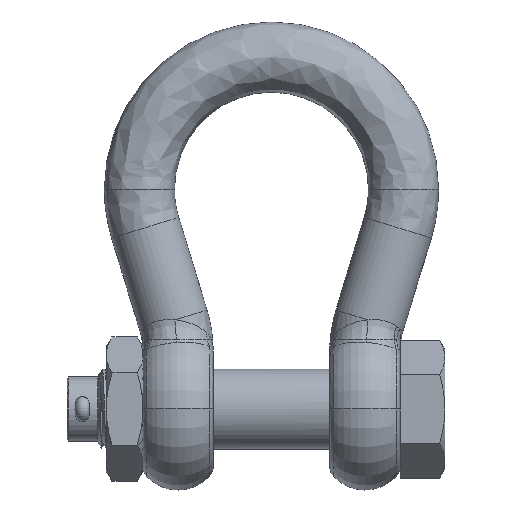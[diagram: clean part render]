
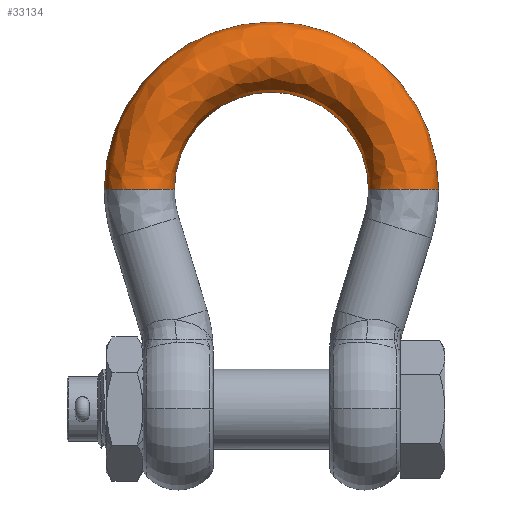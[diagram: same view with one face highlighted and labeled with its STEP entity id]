
A CAD part, top view. The second image highlights one B-rep face of the part: STEP entity #33134.
In plain terms, the highlighted free-form (B-spline) face has degree [3, 3] with [4, 4] control points.
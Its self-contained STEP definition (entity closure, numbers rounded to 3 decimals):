
#30814 = CARTESIAN_POINT ( 'NONE',  ( 119., 156.5, 0. ) ) ;
#30816 = CARTESIAN_POINT ( 'NONE',  ( 119., 156.5, 50. ) ) ;
#30818 = CARTESIAN_POINT ( 'NONE',  ( 69., 156.5, 50. ) ) ;
#30820 = CARTESIAN_POINT ( 'NONE',  ( 69., 156.5, 0. ) ) ;
#30824 =( BOUNDED_CURVE ( )  B_SPLINE_CURVE ( 3, ( #30820, #30818, #30816, #30814 ),
 .UNSPECIFIED., .F., .T. ) 
 B_SPLINE_CURVE_WITH_KNOTS ( ( 4, 4 ),
 ( 0., 1. ),
 .UNSPECIFIED. ) 
 CURVE ( )  GEOMETRIC_REPRESENTATION_ITEM ( )  RATIONAL_B_SPLINE_CURVE ( ( 1., 0.333, 0.333, 1. ) ) 
 REPRESENTATION_ITEM ( '' )  );
#30826 = CARTESIAN_POINT ( 'NONE',  ( 119., 156.5, 0. ) ) ;
#30887 = CARTESIAN_POINT ( 'NONE',  ( -69., 156.5, 0. ) ) ;
#30890 = CARTESIAN_POINT ( 'NONE',  ( 69., 156.5, 0. ) ) ;
#30892 = DIRECTION ( 'NONE',  ( 1., 0., 0. ) ) ;
#30893 = DIRECTION ( 'NONE',  ( 0., 0., 1. ) ) ;
#30895 = AXIS2_PLACEMENT_3D ( 'NONE', #30906, #30893, #30892 ) ;
#30896 = CIRCLE ( 'NONE', #30895, 69. ) ;
#30906 = CARTESIAN_POINT ( 'NONE',  ( 0., 156.5, 0. ) ) ;
#32239 =( BOUNDED_SURFACE ( )  B_SPLINE_SURFACE ( 3, 3, ( 
 ( #32278, #32277, #32276, #32275 ),
 ( #32274, #32273, #32272, #32271 ),
 ( #32270, #32269, #32268, #32267 ),
 ( #32266, #32265, #32264, #32263 ) ),
 .UNSPECIFIED., .F., .F., .F. ) 
 B_SPLINE_SURFACE_WITH_KNOTS ( ( 4, 4 ),
 ( 4, 4 ),
 ( 0., 1. ),
 ( 0., 1. ),
 .UNSPECIFIED. ) 
 GEOMETRIC_REPRESENTATION_ITEM ( )  RATIONAL_B_SPLINE_SURFACE ( (
 ( 1., 0.333, 0.333, 1.),
 ( 0.333, 0.111, 0.111, 0.333),
 ( 0.333, 0.111, 0.111, 0.333),
 ( 1., 0.333, 0.333, 1.) ) ) 
 REPRESENTATION_ITEM ( '' )  SURFACE ( )  );
#32240 = FACE_OUTER_BOUND ( 'NONE', #33137, .T. ) ;
#32263 = CARTESIAN_POINT ( 'NONE',  ( 119., 156.5, 0. ) ) ;
#32264 = CARTESIAN_POINT ( 'NONE',  ( 119., 394.5, 0. ) ) ;
#32265 = CARTESIAN_POINT ( 'NONE',  ( -119., 394.5, 0. ) ) ;
#32266 = CARTESIAN_POINT ( 'NONE',  ( -119., 156.5, 0. ) ) ;
#32267 = CARTESIAN_POINT ( 'NONE',  ( 119., 156.5, 50. ) ) ;
#32268 = CARTESIAN_POINT ( 'NONE',  ( 119., 394.5, 50. ) ) ;
#32269 = CARTESIAN_POINT ( 'NONE',  ( -119., 394.5, 50. ) ) ;
#32270 = CARTESIAN_POINT ( 'NONE',  ( -119., 156.5, 50. ) ) ;
#32271 = CARTESIAN_POINT ( 'NONE',  ( 69., 156.5, 50. ) ) ;
#32272 = CARTESIAN_POINT ( 'NONE',  ( 69., 294.5, 50. ) ) ;
#32273 = CARTESIAN_POINT ( 'NONE',  ( -69., 294.5, 50. ) ) ;
#32274 = CARTESIAN_POINT ( 'NONE',  ( -69., 156.5, 50. ) ) ;
#32275 = CARTESIAN_POINT ( 'NONE',  ( 69., 156.5, 0. ) ) ;
#32276 = CARTESIAN_POINT ( 'NONE',  ( 69., 294.5, 0. ) ) ;
#32277 = CARTESIAN_POINT ( 'NONE',  ( -69., 294.5, 0. ) ) ;
#32278 = CARTESIAN_POINT ( 'NONE',  ( -69., 156.5, 0. ) ) ;
#32887 = ORIENTED_EDGE ( 'NONE', *, *, #32889, .F. ) ;
#32889 = EDGE_CURVE ( 'NONE', #32894, #33030, #36903, .T. ) ;
#32894 = VERTEX_POINT ( 'NONE', #36898 ) ;
#32896 = ORIENTED_EDGE ( 'NONE', *, *, #32898, .F. ) ;
#32898 = EDGE_CURVE ( 'NONE', #33044, #32894, #36897, .T. ) ;
#33028 = ORIENTED_EDGE ( 'NONE', *, *, #33029, .T. ) ;
#33029 = EDGE_CURVE ( 'NONE', #33042, #33030, #30824, .T. ) ;
#33030 = VERTEX_POINT ( 'NONE', #30826 ) ;
#33036 = ORIENTED_EDGE ( 'NONE', *, *, #33038, .F. ) ;
#33038 = EDGE_CURVE ( 'NONE', #33042, #33044, #30896, .T. ) ;
#33042 = VERTEX_POINT ( 'NONE', #30890 ) ;
#33044 = VERTEX_POINT ( 'NONE', #30887 ) ;
#33134 = ADVANCED_FACE ( 'NONE', ( #32240 ), #32239, .F. ) ;
#33137 = EDGE_LOOP ( 'NONE', ( #33036, #33028, #32887, #32896 ) ) ;
#36893 = DIRECTION ( 'NONE',  ( 0., 0., -1. ) ) ;
#36894 = DIRECTION ( 'NONE',  ( 0., -1., 0. ) ) ;
#36895 = CARTESIAN_POINT ( 'NONE',  ( -94., 156.5, 0. ) ) ;
#36896 = AXIS2_PLACEMENT_3D ( 'NONE', #36895, #36894, #36893 ) ;
#36897 = CIRCLE ( 'NONE', #36896, 25. ) ;
#36898 = CARTESIAN_POINT ( 'NONE',  ( -119., 156.5, 0. ) ) ;
#36899 = DIRECTION ( 'NONE',  ( 1., 0., 0. ) ) ;
#36900 = DIRECTION ( 'NONE',  ( 0., 0., -1. ) ) ;
#36901 = CARTESIAN_POINT ( 'NONE',  ( 0., 156.5, 0. ) ) ;
#36902 = AXIS2_PLACEMENT_3D ( 'NONE', #36901, #36900, #36899 ) ;
#36903 = CIRCLE ( 'NONE', #36902, 119. ) ;
